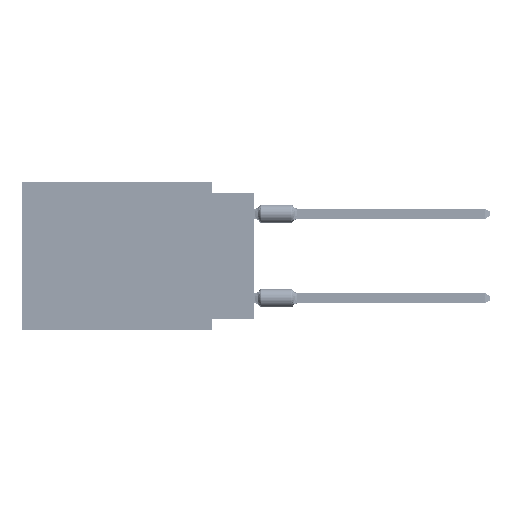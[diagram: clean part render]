
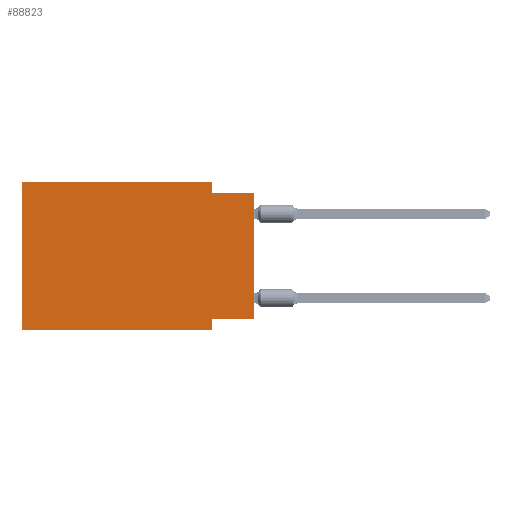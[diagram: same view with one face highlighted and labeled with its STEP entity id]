
A CAD part, left-side view. The second image highlights one B-rep face of the part: STEP entity #88823.
In plain terms, the highlighted planar face has unit normal (-1, 0, 0).
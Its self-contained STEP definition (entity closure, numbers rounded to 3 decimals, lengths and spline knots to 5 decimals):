
#146 = CARTESIAN_POINT ( 'NONE',  ( 0., 0., -0.325 ) ) ;
#712 = CARTESIAN_POINT ( 'NONE',  ( 0., 0., 0. ) ) ;
#2787 = CARTESIAN_POINT ( 'NONE',  ( 0., 0.55, 0. ) ) ;
#3629 = ORIENTED_EDGE ( 'NONE', *, *, #112204, .F. ) ;
#4011 = VECTOR ( 'NONE', #30399, 39.37008 ) ;
#6609 = EDGE_CURVE ( 'NONE', #80110, #33012, #28317, .T. ) ;
#9812 = CARTESIAN_POINT ( 'NONE',  ( 0., 0.55, -0.35 ) ) ;
#10394 = LINE ( 'NONE', #2787, #111585 ) ;
#11056 = DIRECTION ( 'NONE',  ( 0., 0., -1. ) ) ;
#11350 = DIRECTION ( 'NONE',  ( 0., -1., 0. ) ) ;
#12656 = ORIENTED_EDGE ( 'NONE', *, *, #87498, .F. ) ;
#15533 = VERTEX_POINT ( 'NONE', #111871 ) ;
#18142 = AXIS2_PLACEMENT_3D ( 'NONE', #72428, #64809, #21523 ) ;
#18499 = CARTESIAN_POINT ( 'NONE',  ( 0., 0.1, -0.325 ) ) ;
#20372 = EDGE_CURVE ( 'NONE', #64252, #80110, #88841, .T. ) ;
#21523 = DIRECTION ( 'NONE',  ( 0., 0., -1. ) ) ;
#23961 = CARTESIAN_POINT ( 'NONE',  ( 0., 0., -0.325 ) ) ;
#24807 = CARTESIAN_POINT ( 'NONE',  ( 0., 0.55, 0. ) ) ;
#24960 = ORIENTED_EDGE ( 'NONE', *, *, #106421, .F. ) ;
#28317 = LINE ( 'NONE', #74522, #40057 ) ;
#28421 = EDGE_LOOP ( 'NONE', ( #63558, #98981, #77579, #110982, #24960, #53548, #12656, #3629 ) ) ;
#28651 = VECTOR ( 'NONE', #60455, 39.37008 ) ;
#30399 = DIRECTION ( 'NONE',  ( 0., 1., 0. ) ) ;
#30909 = VECTOR ( 'NONE', #54252, 39.37008 ) ;
#33012 = VERTEX_POINT ( 'NONE', #111586 ) ;
#36388 = DIRECTION ( 'NONE',  ( 0., 0., 1. ) ) ;
#39226 = CARTESIAN_POINT ( 'NONE',  ( 0., 0.1, -0.35 ) ) ;
#40057 = VECTOR ( 'NONE', #11350, 39.37008 ) ;
#46094 = DIRECTION ( 'NONE',  ( 0., 0., 1. ) ) ;
#46783 = LINE ( 'NONE', #146, #4011 ) ;
#53127 = LINE ( 'NONE', #9812, #30909 ) ;
#53548 = ORIENTED_EDGE ( 'NONE', *, *, #76382, .T. ) ;
#54252 = DIRECTION ( 'NONE',  ( 0., -1., 0. ) ) ;
#55608 = LINE ( 'NONE', #39226, #90746 ) ;
#60455 = DIRECTION ( 'NONE',  ( 0., -1., 0. ) ) ;
#63558 = ORIENTED_EDGE ( 'NONE', *, *, #107893, .T. ) ;
#64217 = FACE_OUTER_BOUND ( 'NONE', #28421, .T. ) ;
#64252 = VERTEX_POINT ( 'NONE', #87925 ) ;
#64809 = DIRECTION ( 'NONE',  ( 1., 0., 0. ) ) ;
#65626 = LINE ( 'NONE', #712, #102490 ) ;
#65977 = CARTESIAN_POINT ( 'NONE',  ( 0., 0.1, -0.025 ) ) ;
#66880 = VERTEX_POINT ( 'NONE', #18499 ) ;
#71946 = VECTOR ( 'NONE', #11056, 39.37008 ) ;
#72411 = EDGE_CURVE ( 'NONE', #85100, #64252, #104850, .T. ) ;
#72428 = CARTESIAN_POINT ( 'NONE',  ( 0., 0.55, 0. ) ) ;
#72953 = CARTESIAN_POINT ( 'NONE',  ( 0., 0.55, -0.35 ) ) ;
#74522 = CARTESIAN_POINT ( 'NONE',  ( 0., 0., -0.025 ) ) ;
#76382 = EDGE_CURVE ( 'NONE', #95381, #15533, #53127, .T. ) ;
#77579 = ORIENTED_EDGE ( 'NONE', *, *, #20372, .F. ) ;
#79140 = VERTEX_POINT ( 'NONE', #23961 ) ;
#80110 = VERTEX_POINT ( 'NONE', #65977 ) ;
#85100 = VERTEX_POINT ( 'NONE', #104422 ) ;
#87498 = EDGE_CURVE ( 'NONE', #66880, #15533, #55608, .T. ) ;
#87925 = CARTESIAN_POINT ( 'NONE',  ( 0., 0.1, 0. ) ) ;
#88823 = ADVANCED_FACE ( 'NONE', ( #64217 ), #99839, .F. ) ;
#88841 = LINE ( 'NONE', #90550, #71946 ) ;
#90550 = CARTESIAN_POINT ( 'NONE',  ( 0., 0.1, 0. ) ) ;
#90746 = VECTOR ( 'NONE', #91249, 39.37008 ) ;
#91249 = DIRECTION ( 'NONE',  ( 0., 0., -1. ) ) ;
#95381 = VERTEX_POINT ( 'NONE', #72953 ) ;
#98981 = ORIENTED_EDGE ( 'NONE', *, *, #6609, .F. ) ;
#99839 = PLANE ( 'NONE',  #18142 ) ;
#102490 = VECTOR ( 'NONE', #36388, 39.37008 ) ;
#104422 = CARTESIAN_POINT ( 'NONE',  ( 0., 0.55, 0. ) ) ;
#104850 = LINE ( 'NONE', #24807, #28651 ) ;
#106421 = EDGE_CURVE ( 'NONE', #95381, #85100, #10394, .T. ) ;
#107893 = EDGE_CURVE ( 'NONE', #79140, #33012, #65626, .T. ) ;
#110982 = ORIENTED_EDGE ( 'NONE', *, *, #72411, .F. ) ;
#111585 = VECTOR ( 'NONE', #46094, 39.37008 ) ;
#111586 = CARTESIAN_POINT ( 'NONE',  ( 0., 0., -0.025 ) ) ;
#111871 = CARTESIAN_POINT ( 'NONE',  ( 0., 0.1, -0.35 ) ) ;
#112204 = EDGE_CURVE ( 'NONE', #79140, #66880, #46783, .T. ) ;
